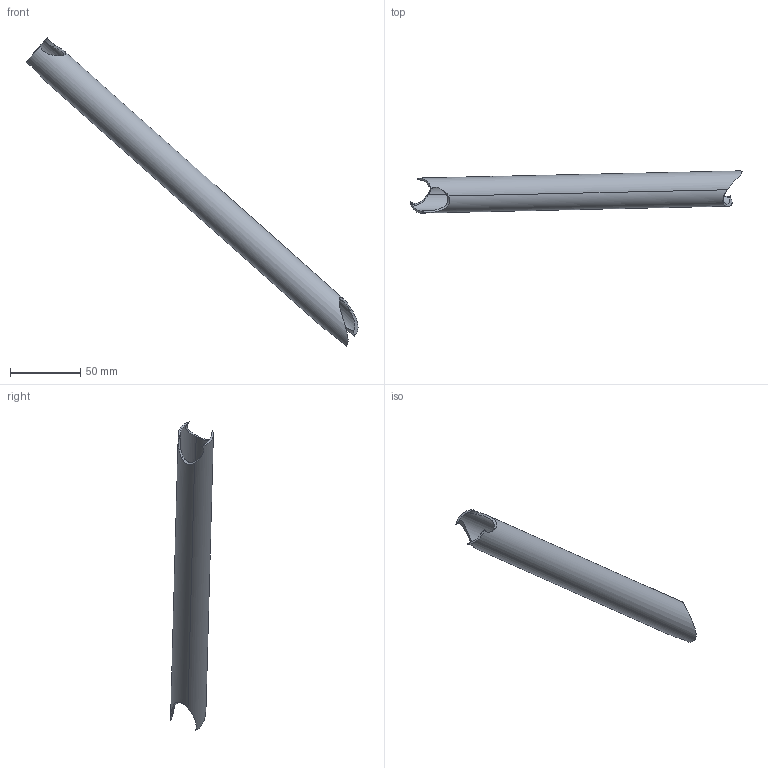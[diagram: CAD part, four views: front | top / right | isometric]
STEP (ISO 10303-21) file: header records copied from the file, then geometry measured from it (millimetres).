
FILE_DESCRIPTION(('STEP AP214'),'1');
FILE_NAME('Symmetry of Shape_756.stp','2019-02-26T16:42:43',(' '),(' '),'Spatial InterOp 3D',' ',' ');
FILE_SCHEMA(('AUTOMOTIVE_DESIGN { 1 0 10303 214 1 1 1 1 }'));
Length unit declared in the file: metre
Products named in the file (1): Corps principal
Bounding box: 236.31 x 30.43 x 219.59 mm (x, y, z)
Volume: 30991.3 mm3; surface area: 41827.1 mm2
Topology: 1 solids, 1 shells, 18 faces, 54 edges, 36 vertices
Faces by surface type: cylinder 16, plane 2
Entity records: 1901 total; most frequent: CARTESIAN_POINT 1291, ORIENTED_EDGE 108, DIRECTION 72, EDGE_CURVE 54, VERTEX_POINT 36, B_SPLINE_CURVE_WITH_KNOTS 32, AXIS2_PLACEMENT_3D 31, STYLED_ITEM 19
